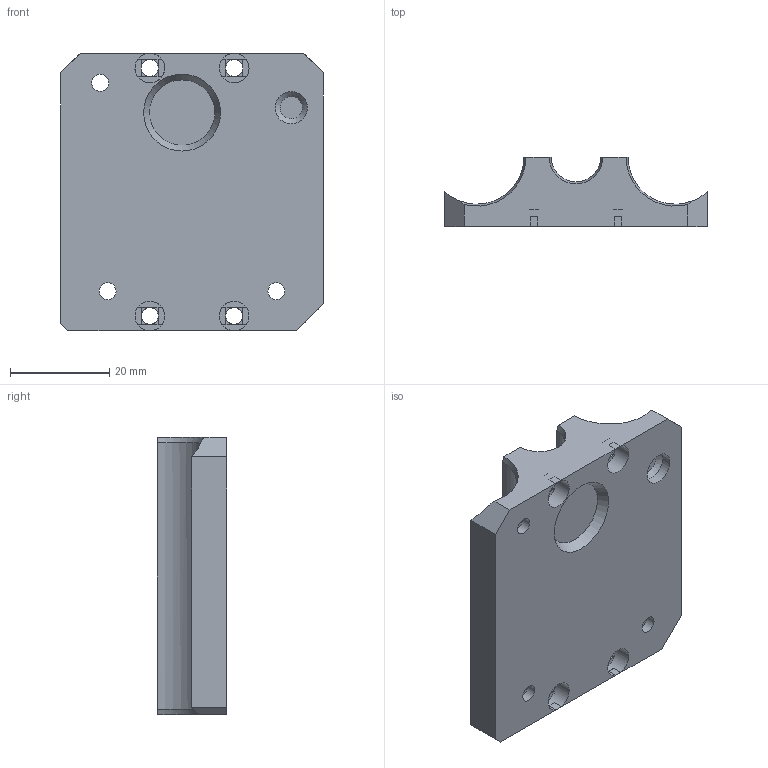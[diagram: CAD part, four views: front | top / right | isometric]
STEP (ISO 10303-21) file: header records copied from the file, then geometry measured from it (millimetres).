
FILE_DESCRIPTION(/* description */ ('STEP AP242','CAx-IF Rec.Pracs.---Representation and Presentation of Product Manufacturing Information (PMI)---4.0---2014-10-13','CAx-IF Rec.Pracs.---3D Tessellated Geometry---0.4---2014-09-14','2;1'),/* implementation_level */ '2;1');
FILE_NAME(/* name */ '61e195e70802a603c997f2eb',/* time_stamp */ '2022-01-14T15:25:28+00:00',/* author */ (''),/* organization */ (''),/* preprocessor_version */ 'ST-DEVELOPER v18.101',/* originating_system */ ' ',/* authorisation */ ' ');
FILE_SCHEMA (('AP242_MANAGED_MODEL_BASED_3D_ENGINEERING_MIM_LF { 1 0 10303 442 1 1 4 }'));
Length unit declared in the file: metre
Products named in the file (1): extrusor_mini_3dvfos_carriage v1
Bounding box: 53 x 14 x 56 mm (x, y, z)
Volume: 22696.9 mm3; surface area: 12324.4 mm2
Topology: 1 solids, 5 shells, 200 faces, 531 edges, 345 vertices
Faces by surface type: plane 152, cylinder 34, cone 14
Full cylindrical faces by diameter (mm): 3.4 x9, 6 x4, 6.5 x1
Entity records: 6052 total; most frequent: CARTESIAN_POINT 1076, DIRECTION 1042, ORIENTED_EDGE 1004, EDGE_CURVE 502, AXIS2_PLACEMENT_3D 349, LINE 344, VECTOR 344, VERTEX_POINT 333
